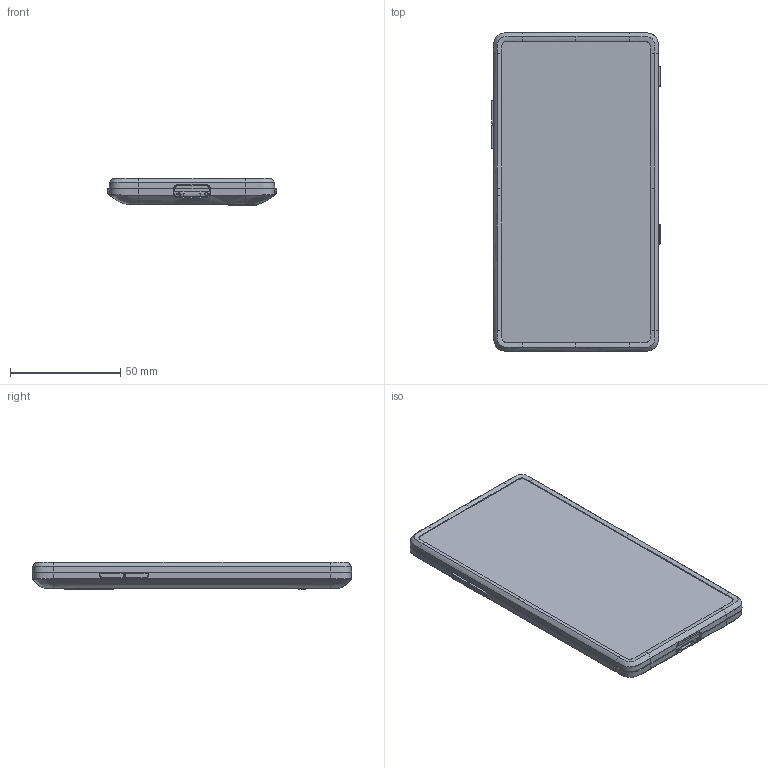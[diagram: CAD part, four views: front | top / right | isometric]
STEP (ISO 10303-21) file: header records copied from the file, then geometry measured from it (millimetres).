
FILE_DESCRIPTION(('CATIA V5 STEP Exchange'),'2;1');
FILE_NAME('slim cover block.stp','2017-05-08T09:28:41+00:00',('none'),('none'),'CATIA Version 5 Release 20 GA (IN-10)','CATIA V5 STEP AP214','none');
FILE_SCHEMA(('AUTOMOTIVE_DESIGN { 1 0 10303 214 1 1 1 1 }'));
Length unit declared in the file: millimetre
Products named in the file (1): fairphone-01-05
Bounding box: 76.51 x 144.8 x 12.49 mm (x, y, z)
Volume: 114689.4 mm3; surface area: 25529.5 mm2
Topology: 1 solids, 9 shells, 630 faces, 1649 edges, 1040 vertices
Faces by surface type: bspline 225, plane 146, cylinder 146, sphere 73, cone 24, torus 16
Entity records: 34179 total; most frequent: CARTESIAN_POINT 21848, ORIENTED_EDGE 3280, EDGE_CURVE 1640, DIRECTION 1432, VERTEX_POINT 1040, B_SPLINE_CURVE_WITH_KNOTS 778, EDGE_LOOP 642, ADVANCED_FACE 630
